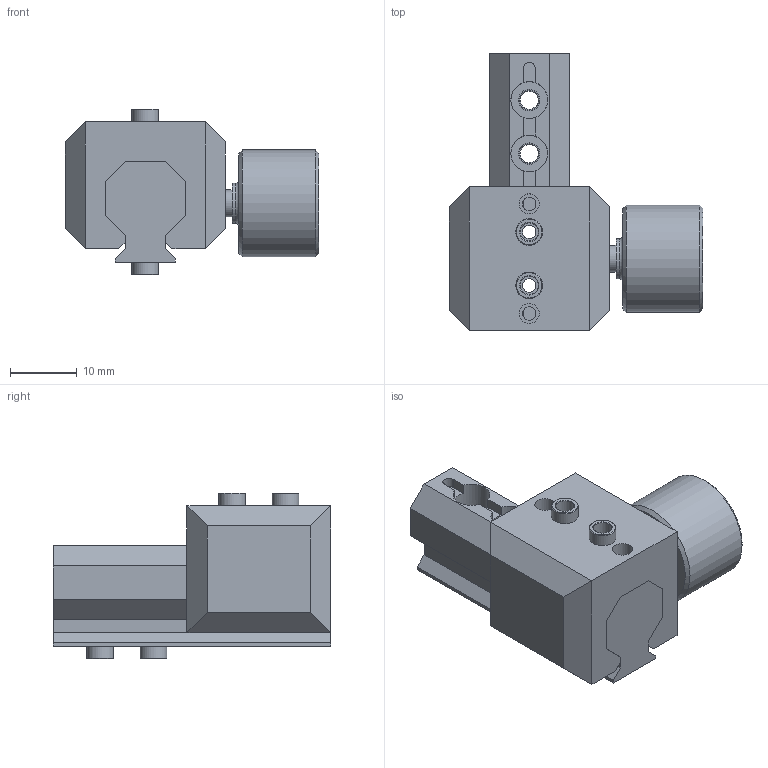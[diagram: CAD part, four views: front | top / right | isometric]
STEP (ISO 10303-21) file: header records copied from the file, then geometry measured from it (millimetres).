
FILE_DESCRIPTION(/* description */ (''),/* implementation_level */ '2;1');
FILE_NAME(/* name */ 'JUS-40.stp',/* time_stamp */ '2019-11-20T10:10:28+01:00',/* author */ ('Emilio'),/* organization */ (''),/* preprocessor_version */ 'ST-DEVELOPER v17',/* originating_system */ 'Autodesk Inventor 2019',/* authorisation */ '');
FILE_SCHEMA (('AUTOMOTIVE_DESIGN { 1 0 10303 214 3 1 1 }'));
Length unit declared in the file: millimetre
Products named in the file (5): JUS-40; JUS-40-SUPPORTO; JUS-40-REGOLAZIONE; BOCCOLA 4H7L4; BOCCOLA 4H7L4_1
Assembly tree (6 placements, depth 2):
  JUS-40
    JUS-40-SUPPORTO
    JUS-40-REGOLAZIONE
    BOCCOLA 4H7L4  x2
    BOCCOLA 4H7L4_1  x2
Bounding box: 38 x 41.5 x 24.8 mm (x, y, z)
Volume: 13439.8 mm3; surface area: 7760.7 mm2
Topology: 6 solids, 6 shells, 193 faces, 517 edges, 349 vertices
Faces by surface type: cylinder 93, plane 81, cone 18, torus 1
Full cylindrical faces by diameter (mm): 2.013 x4, 2.7 x4, 3 x2, 3.2 x4, 4 x11, 5.5 x4, 6 x1, 16 x1
Entity records: 5980 total; most frequent: DIRECTION 1095, CARTESIAN_POINT 994, ORIENTED_EDGE 962, EDGE_CURVE 481, AXIS2_PLACEMENT_3D 426, VERTEX_POINT 325, LINE 243, VECTOR 243
